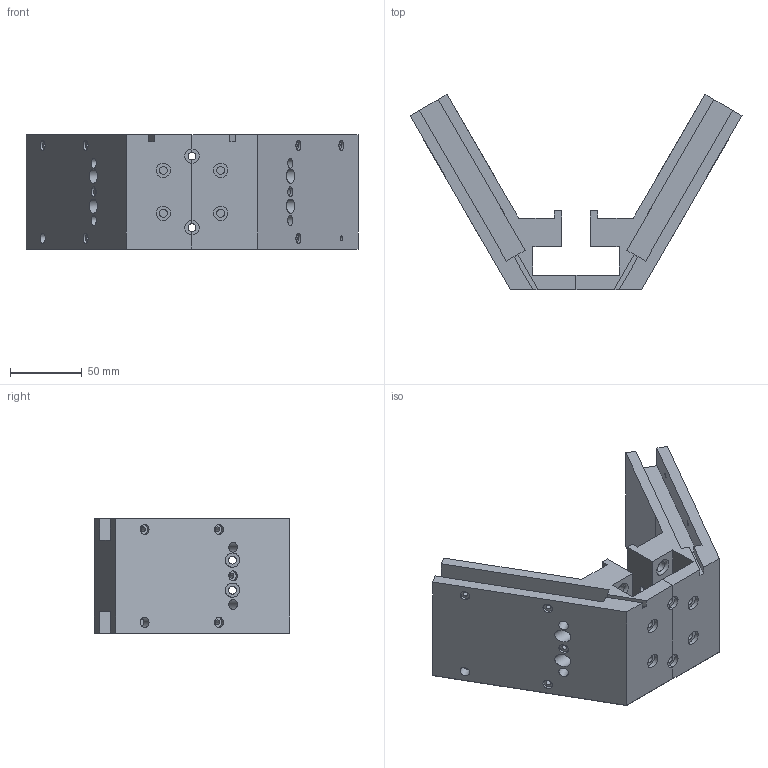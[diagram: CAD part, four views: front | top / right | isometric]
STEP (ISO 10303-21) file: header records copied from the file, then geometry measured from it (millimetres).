
FILE_DESCRIPTION(('FreeCAD Model'),'2;1');
FILE_NAME('Open CASCADE Shape Model','2021-12-23T10:41:24',('Author'),( ''),'Open CASCADE STEP processor 7.5','FreeCAD','Unknown');
FILE_SCHEMA(('AUTOMOTIVE_DESIGN { 1 0 10303 214 1 1 1 1 }'));
Length unit declared in the file: millimetre
Products named in the file (1): Mirrored007
Bounding box: 232.16 x 136.6 x 80.2 mm (x, y, z)
Volume: 655270.8 mm3; surface area: 126857 mm2
Topology: 1 solids, 1 shells, 164 faces, 390 edges, 243 vertices
Faces by surface type: plane 98, cylinder 58, torus 5, bspline 3
Full cylindrical faces by diameter (mm): 3.4 x13, 5.5 x8, 7 x15, 8 x2, 10 x8
Entity records: 10258 total; most frequent: CARTESIAN_POINT 2207, DIRECTION 1522, LINE 870, VECTOR 870, ORIENTED_EDGE 780, PCURVE 780, DEFINITIONAL_REPRESENTATION 780, EDGE_CURVE 390
